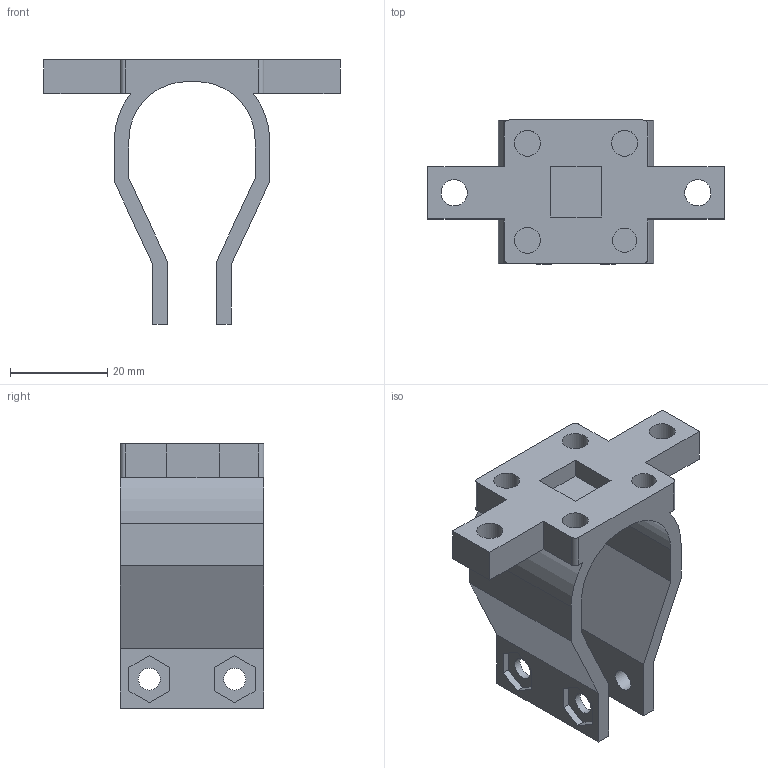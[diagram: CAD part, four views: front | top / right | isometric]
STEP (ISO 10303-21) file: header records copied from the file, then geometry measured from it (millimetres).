
FILE_DESCRIPTION(/* description */ (''),/* implementation_level */ '2;1');
FILE_NAME(/* name */ 'Pipette-Clamp.step',/* time_stamp */ '2020-06-30T22:40:24-05:00',/* author */ (''),/* organization */ (''),/* preprocessor_version */ 'ST-DEVELOPER v18.1',/* originating_system */ 'Autodesk Translation Framework v9.3.0.1241',/* authorisation */ '');
FILE_SCHEMA (('AUTOMOTIVE_DESIGN { 1 0 10303 214 3 1 1 }'));
Length unit declared in the file: millimetre
Products named in the file (1): Pipette Holder
Bounding box: 61.02 x 29.6 x 54.5 mm (x, y, z)
Volume: 14925.8 mm3; surface area: 10869.2 mm2
Topology: 1 solids, 1 shells, 75 faces, 192 edges, 128 vertices
Faces by surface type: plane 55, cylinder 20
Full cylindrical faces by diameter (mm): 4.5 x4, 5 x1, 5.35 x3, 5.4 x2, 9.6 x2
Entity records: 2323 total; most frequent: CARTESIAN_POINT 396, ORIENTED_EDGE 384, DIRECTION 384, EDGE_CURVE 192, LINE 152, VECTOR 152, VERTEX_POINT 128, AXIS2_PLACEMENT_3D 116
